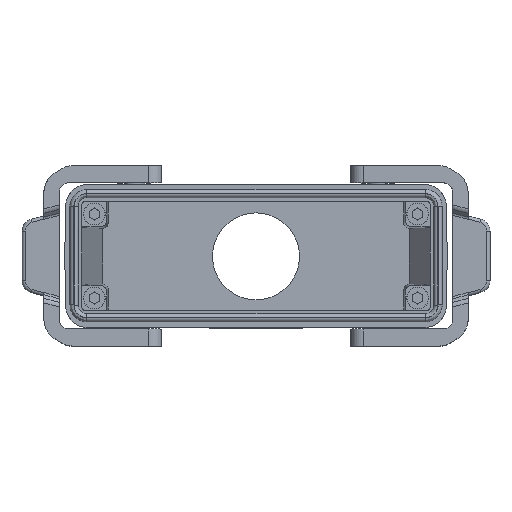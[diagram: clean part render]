
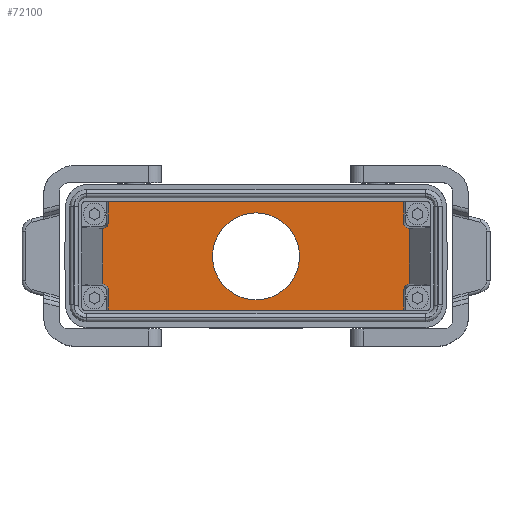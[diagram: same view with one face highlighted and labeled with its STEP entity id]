
A CAD part, top view. The second image highlights one B-rep face of the part: STEP entity #72100.
In plain terms, the highlighted face is planar.
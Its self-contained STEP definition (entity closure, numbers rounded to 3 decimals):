
#70880=CARTESIAN_POINT('',(35.555,94.1,22.636))
;
#70890=DIRECTION('',(-0.,-1.,-0.));
#70900=DIRECTION('',(-1.,0.,0.));
#70910=AXIS2_PLACEMENT_3D('',#70880,#70890,#70900);
#70920=PLANE('',#70910);
#70930=CARTESIAN_POINT('',(-2.747,94.1,
0.));
#70940=DIRECTION('',(0.,1.,0.));
#70950=DIRECTION('',(-1.,0.,0.));
#70960=AXIS2_PLACEMENT_3D('',#70930,#70940,#70950);
#70970=CIRCLE('',#70960,14.);
#70980=CARTESIAN_POINT('',(-16.747,94.1,
0.));
#70990=VERTEX_POINT('',#70980);
#71000=CARTESIAN_POINT('',(11.253,94.1,
0.));
#71010=VERTEX_POINT('',#71000);
#71020=EDGE_CURVE('',#70990,#71010,#70970,.T.);
#71030=ORIENTED_EDGE('',*,*,#71020,.T.);
#71040=EDGE_CURVE('',#71010,#70990,#70970,.T.);
#71050=ORIENTED_EDGE('',*,*,#71040,.T.);
#71060=EDGE_LOOP('',(#71050,#71030));
#71070=FACE_BOUND('',#71060,.T.);
#71080=CARTESIAN_POINT('',(44.734,94.1,0.));
#71090=DIRECTION('',(0.,0.,-1.));
#71100=VECTOR('',#71090,1.);
#71110=LINE('',#71080,#71100);
#71120=CARTESIAN_POINT('',(44.734,94.1,17.596))
;
#71130=VERTEX_POINT('',#71120);
#71140=CARTESIAN_POINT('',(44.734,94.1,10.981))
;
#71150=VERTEX_POINT('',#71140);
#71160=EDGE_CURVE('',#71130,#71150,#71110,.T.);
#71170=ORIENTED_EDGE('',*,*,#71160,.F.);
#71180=CARTESIAN_POINT('',(46.734,94.1,10.981))
;
#71190=DIRECTION('',(0.,-1.,0.));
#71200=DIRECTION('',(-0.707,0.,-0.707));
#71210=AXIS2_PLACEMENT_3D('',#71180,#71190,#71200);
#71220=ELLIPSE('',#71210,2.,2.);
#71230=CARTESIAN_POINT('',(46.556,94.1,8.989))
;
#71240=VERTEX_POINT('',#71230);
#71250=EDGE_CURVE('',#71150,#71240,#71220,.T.);
#71260=ORIENTED_EDGE('',*,*,#71250,.F.);
#71270=CARTESIAN_POINT('',(46.556,94.1,0.));
#71280=DIRECTION('',(0.,0.,1.));
#71290=VECTOR('',#71280,1.);
#71300=LINE('',#71270,#71290);
#71310=CARTESIAN_POINT('',(46.556,94.1,-8.989)
);
#71320=VERTEX_POINT('',#71310);
#71330=EDGE_CURVE('',#71320,#71240,#71300,.T.);
#71340=ORIENTED_EDGE('',*,*,#71330,.T.);
#71350=CARTESIAN_POINT('',(46.734,94.1,-10.981)
);
#71360=DIRECTION('',(0.,-1.,0.));
#71370=DIRECTION('',(0.707,0.,-0.707));
#71380=AXIS2_PLACEMENT_3D('',#71350,#71360,#71370);
#71390=ELLIPSE('',#71380,2.,2.);
#71400=CARTESIAN_POINT('',(44.734,94.1,-10.981)
);
#71410=VERTEX_POINT('',#71400);
#71420=EDGE_CURVE('',#71320,#71410,#71390,.T.);
#71430=ORIENTED_EDGE('',*,*,#71420,.F.);
#71440=CARTESIAN_POINT('',(44.734,94.1,0.));
#71450=DIRECTION('',(0.,0.,1.));
#71460=VECTOR('',#71450,1.);
#71470=LINE('',#71440,#71460);
#71480=CARTESIAN_POINT('',(44.734,94.1,-17.596)
);
#71490=VERTEX_POINT('',#71480);
#71500=EDGE_CURVE('',#71490,#71410,#71470,.T.);
#71510=ORIENTED_EDGE('',*,*,#71500,.T.);
#71520=CARTESIAN_POINT('',(45.603,94.1,-17.596)
);
#71530=DIRECTION('',(1.,0.,0.));
#71540=VECTOR('',#71530,1.);
#71550=LINE('',#71520,#71540);
#71560=CARTESIAN_POINT('',(-50.227,94.1,-17.596
));
#71570=VERTEX_POINT('',#71560);
#71580=EDGE_CURVE('',#71570,#71490,#71550,.T.);
#71590=ORIENTED_EDGE('',*,*,#71580,.T.);
#71600=CARTESIAN_POINT('',(-50.227,94.1,0.));
#71610=DIRECTION('',(0.,0.,1.));
#71620=VECTOR('',#71610,1.);
#71630=LINE('',#71600,#71620);
#71640=CARTESIAN_POINT('',(-50.227,94.1,-10.981
));
#71650=VERTEX_POINT('',#71640);
#71660=EDGE_CURVE('',#71570,#71650,#71630,.T.);
#71670=ORIENTED_EDGE('',*,*,#71660,.F.);
#71680=CARTESIAN_POINT('',(-52.227,94.1,-10.981
));
#71690=DIRECTION('',(0.,-1.,0.));
#71700=DIRECTION('',(-0.707,0.,-0.707));
#71710=AXIS2_PLACEMENT_3D('',#71680,#71690,#71700);
#71720=ELLIPSE('',#71710,2.,2.);
#71730=CARTESIAN_POINT('',(-52.049,94.1,-8.989
));
#71740=VERTEX_POINT('',#71730);
#71750=EDGE_CURVE('',#71650,#71740,#71720,.T.);
#71760=ORIENTED_EDGE('',*,*,#71750,.F.);
#71770=CARTESIAN_POINT('',(-52.049,94.1,0.));
#71780=DIRECTION('',(0.,0.,-1.));
#71790=VECTOR('',#71780,1.);
#71800=LINE('',#71770,#71790);
#71810=CARTESIAN_POINT('',(-52.049,94.1,8.989)
);
#71820=VERTEX_POINT('',#71810);
#71830=EDGE_CURVE('',#71820,#71740,#71800,.T.);
#71840=ORIENTED_EDGE('',*,*,#71830,.T.);
#71850=CARTESIAN_POINT('',(-52.227,94.1,10.981)
);
#71860=DIRECTION('',(0.,-1.,0.));
#71870=DIRECTION('',(0.707,0.,-0.707));
#71880=AXIS2_PLACEMENT_3D('',#71850,#71860,#71870);
#71890=ELLIPSE('',#71880,2.,2.);
#71900=CARTESIAN_POINT('',(-50.227,94.1,10.981)
);
#71910=VERTEX_POINT('',#71900);
#71920=EDGE_CURVE('',#71820,#71910,#71890,.T.);
#71930=ORIENTED_EDGE('',*,*,#71920,.F.);
#71940=CARTESIAN_POINT('',(-50.227,94.1,0.));
#71950=DIRECTION('',(0.,0.,-1.));
#71960=VECTOR('',#71950,1.);
#71970=LINE('',#71940,#71960);
#71980=CARTESIAN_POINT('',(-50.227,94.1,17.596)
);
#71990=VERTEX_POINT('',#71980);
#72000=EDGE_CURVE('',#71990,#71910,#71970,.T.);
#72010=ORIENTED_EDGE('',*,*,#72000,.T.);
#72020=CARTESIAN_POINT('',(45.603,94.1,17.596))
;
#72030=DIRECTION('',(-1.,0.,0.));
#72040=VECTOR('',#72030,1.);
#72050=LINE('',#72020,#72040);
#72060=EDGE_CURVE('',#71130,#71990,#72050,.T.);
#72070=ORIENTED_EDGE('',*,*,#72060,.T.);
#72080=EDGE_LOOP('',(#72070,#72010,#71930,#71840,#71760,#71670,#71590,
#71510,#71430,#71340,#71260,#71170));
#72090=FACE_OUTER_BOUND('',#72080,.T.);
#72100=ADVANCED_FACE('',(#71070,#72090),#70920,.T.);
